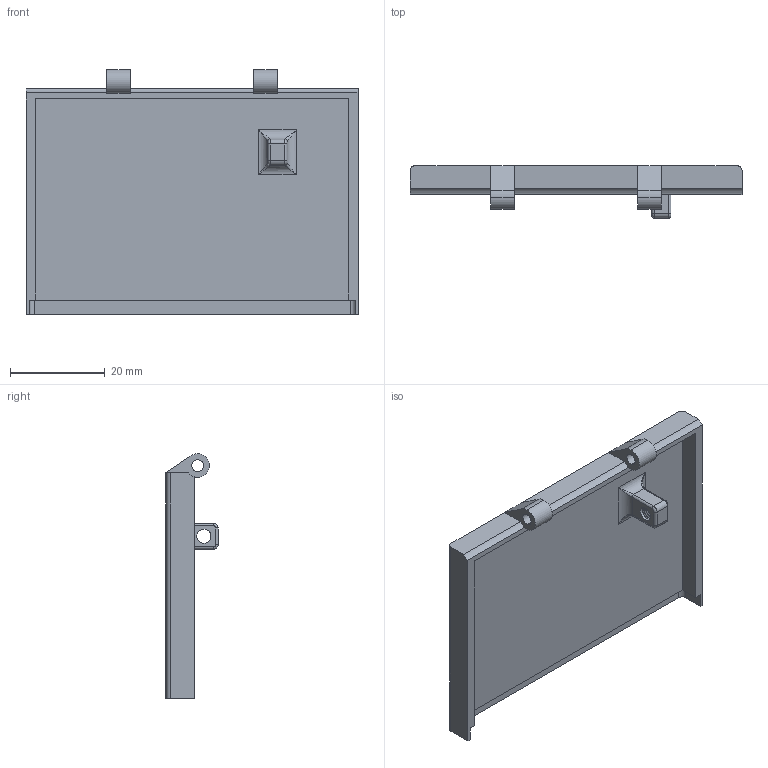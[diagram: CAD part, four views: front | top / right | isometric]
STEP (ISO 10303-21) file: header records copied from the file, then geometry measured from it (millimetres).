
FILE_DESCRIPTION (( 'STEP AP203' ), '1' );
FILE_NAME ('鎮爵兜裔赽.STEP', '2024-04-19T12:55:18', ( '' ), ( '' ), 'SwSTEP 2.0', 'SolidWorks 2020', '' );
FILE_SCHEMA (( 'CONFIG_CONTROL_DESIGN' ));
Length unit declared in the file: millimetre
Products named in the file (1): 鎮爵兜裔赽
Bounding box: 70 x 11 x 51.55 mm (x, y, z)
Volume: 7924.8 mm3; surface area: 8803 mm2
Topology: 1 solids, 1 shells, 83 faces, 213 edges, 129 vertices
Faces by surface type: cylinder 44, plane 28, bspline 7, torus 4
Entity records: 3402 total; most frequent: CARTESIAN_POINT 1428, ORIENTED_EDGE 418, DIRECTION 380, EDGE_CURVE 209, AXIS2_PLACEMENT_3D 134, VERTEX_POINT 129, VECTOR 112, LINE 112
